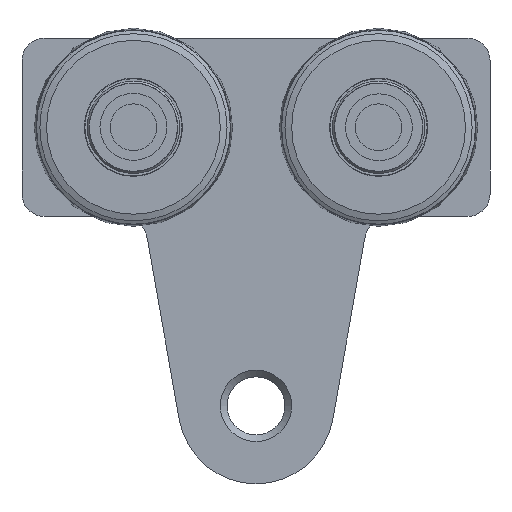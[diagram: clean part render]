
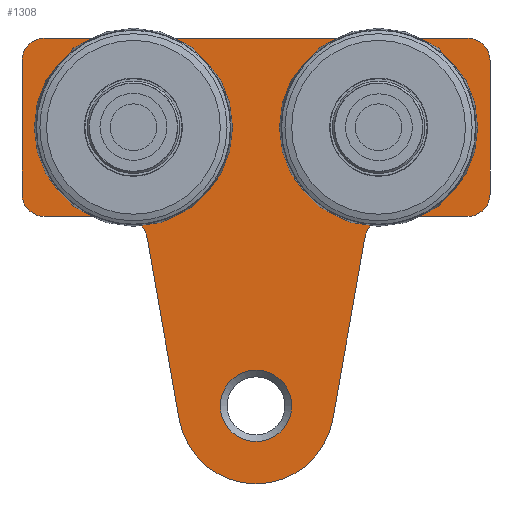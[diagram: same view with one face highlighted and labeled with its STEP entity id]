
A CAD part, front view. The second image highlights one B-rep face of the part: STEP entity #1308.
In plain terms, the highlighted face is planar.
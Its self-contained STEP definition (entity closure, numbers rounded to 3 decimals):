
#1308=ADVANCED_FACE('',(#2302,#2303,#2304,#2305),#2306,.T.);
#2302=FACE_OUTER_BOUND('',#3568,.T.);
#2303=FACE_BOUND('',#3569,.T.);
#2304=FACE_BOUND('',#3570,.T.);
#2305=FACE_BOUND('',#3571,.T.);
#2306=PLANE('',#3572);
#3568=EDGE_LOOP('',(#5007,#5008,#5009,#5010,#5011,#5012,#5013,#5014,#5015,#5016,#5017,#5018,#5019,#5020));
#3569=EDGE_LOOP('',(#5021));
#3570=EDGE_LOOP('',(#5022));
#3571=EDGE_LOOP('',(#5023));
#3572=AXIS2_PLACEMENT_3D('',#5024,#5025,#5026);
#5007=ORIENTED_EDGE('',*,*,#6539,.F.);
#5008=ORIENTED_EDGE('',*,*,#6676,.F.);
#5009=ORIENTED_EDGE('',*,*,#6677,.F.);
#5010=ORIENTED_EDGE('',*,*,#6628,.F.);
#5011=ORIENTED_EDGE('',*,*,#6678,.F.);
#5012=ORIENTED_EDGE('',*,*,#6679,.F.);
#5013=ORIENTED_EDGE('',*,*,#6680,.F.);
#5014=ORIENTED_EDGE('',*,*,#6681,.F.);
#5015=ORIENTED_EDGE('',*,*,#6682,.F.);
#5016=ORIENTED_EDGE('',*,*,#6683,.F.);
#5017=ORIENTED_EDGE('',*,*,#6684,.F.);
#5018=ORIENTED_EDGE('',*,*,#6685,.F.);
#5019=ORIENTED_EDGE('',*,*,#6686,.F.);
#5020=ORIENTED_EDGE('',*,*,#6687,.F.);
#5021=ORIENTED_EDGE('',*,*,#6688,.T.);
#5022=ORIENTED_EDGE('',*,*,#6689,.F.);
#5023=ORIENTED_EDGE('',*,*,#6573,.F.);
#5024=CARTESIAN_POINT('',(-65.682,587.601,-6.109));
#5025=DIRECTION('',(0.,1.,0.));
#5026=DIRECTION('',(1.,0.,0.));
#6539=EDGE_CURVE('',#7270,#7272,#7273,.T.);
#6573=EDGE_CURVE('',#7327,#7327,#7328,.T.);
#6628=EDGE_CURVE('',#7414,#7416,#7417,.T.);
#6676=EDGE_CURVE('',#7495,#7270,#7496,.T.);
#6677=EDGE_CURVE('',#7416,#7495,#7497,.T.);
#6678=EDGE_CURVE('',#7498,#7414,#7499,.T.);
#6679=EDGE_CURVE('',#7500,#7498,#7501,.T.);
#6680=EDGE_CURVE('',#7502,#7500,#7503,.T.);
#6681=EDGE_CURVE('',#7504,#7502,#7505,.T.);
#6682=EDGE_CURVE('',#7506,#7504,#7507,.T.);
#6683=EDGE_CURVE('',#7508,#7506,#7509,.T.);
#6684=EDGE_CURVE('',#7510,#7508,#7511,.T.);
#6685=EDGE_CURVE('',#7512,#7510,#7513,.T.);
#6686=EDGE_CURVE('',#7514,#7512,#7515,.T.);
#6687=EDGE_CURVE('',#7272,#7514,#7516,.T.);
#6688=EDGE_CURVE('',#7517,#7517,#7518,.T.);
#6689=EDGE_CURVE('',#7519,#7519,#7520,.T.);
#7270=VERTEX_POINT('',#8269);
#7272=VERTEX_POINT('',#8272);
#7273=LINE('',#8273,#8274);
#7327=VERTEX_POINT('',#8333);
#7328=CIRCLE('',#8334,10.05);
#7414=VERTEX_POINT('',#8420);
#7416=VERTEX_POINT('',#8423);
#7417=CIRCLE('',#8424,10.);
#7495=VERTEX_POINT('',#8511);
#7496=CIRCLE('',#8512,10.);
#7497=LINE('',#8513,#8514);
#7498=VERTEX_POINT('',#8515);
#7499=LINE('',#8516,#8517);
#7500=VERTEX_POINT('',#8518);
#7501=CIRCLE('',#8519,10.);
#7502=VERTEX_POINT('',#8520);
#7503=LINE('',#8521,#8522);
#7504=VERTEX_POINT('',#8523);
#7505=CIRCLE('',#8524,10.);
#7506=VERTEX_POINT('',#8525);
#7507=LINE('',#8526,#8527);
#7508=VERTEX_POINT('',#8528);
#7509=CIRCLE('',#8529,12.);
#7510=VERTEX_POINT('',#8530);
#7511=LINE('',#8531,#8532);
#7512=VERTEX_POINT('',#8533);
#7513=CIRCLE('',#8534,35.);
#7514=VERTEX_POINT('',#8535);
#7515=LINE('',#8536,#8537);
#7516=CIRCLE('',#8538,12.);
#7517=VERTEX_POINT('',#8539);
#7518=CIRCLE('',#8540,16.);
#7519=VERTEX_POINT('',#8541);
#7520=CIRCLE('',#8542,10.05);
#8269=CARTESIAN_POINT('',(-160.906,587.601,-7.837));
#8272=CARTESIAN_POINT('',(-126.503,587.601,-7.837));
#8273=CARTESIAN_POINT('',(-126.503,587.601,-7.837));
#8274=VECTOR('',#9331,1.);
#8333=CARTESIAN_POINT('',(-120.906,587.601,22.113));
#8334=AXIS2_PLACEMENT_3D('',#9385,#9386,#9387);
#8420=CARTESIAN_POINT('',(-160.906,587.601,72.163));
#8423=CARTESIAN_POINT('',(-170.906,587.601,62.163));
#8424=AXIS2_PLACEMENT_3D('',#9485,#9486,#9487);
#8511=CARTESIAN_POINT('',(-170.906,587.601,2.163));
#8512=AXIS2_PLACEMENT_3D('',#9572,#9573,#9574);
#8513=CARTESIAN_POINT('',(-170.906,587.601,2.163));
#8514=VECTOR('',#9575,1.);
#8515=CARTESIAN_POINT('',(29.094,587.601,72.163));
#8516=CARTESIAN_POINT('',(-160.906,587.601,72.163));
#8517=VECTOR('',#9576,1.);
#8518=CARTESIAN_POINT('',(39.094,587.601,62.163));
#8519=AXIS2_PLACEMENT_3D('',#9577,#9578,#9579);
#8520=CARTESIAN_POINT('',(39.094,587.601,2.163));
#8521=CARTESIAN_POINT('',(39.094,587.601,62.163));
#8522=VECTOR('',#9580,1.);
#8523=CARTESIAN_POINT('',(29.094,587.601,-7.837));
#8524=AXIS2_PLACEMENT_3D('',#9581,#9582,#9583);
#8525=CARTESIAN_POINT('',(-5.309,587.601,-7.837));
#8526=CARTESIAN_POINT('',(29.094,587.601,-7.837));
#8527=VECTOR('',#9584,1.);
#8528=CARTESIAN_POINT('',(-17.126,587.601,-17.753));
#8529=AXIS2_PLACEMENT_3D('',#9585,#9586,#9587);
#8530=CARTESIAN_POINT('',(-31.437,587.601,-98.915));
#8531=CARTESIAN_POINT('',(-17.126,587.601,-17.753));
#8532=VECTOR('',#9588,1.);
#8533=CARTESIAN_POINT('',(-100.374,587.601,-98.915));
#8534=AXIS2_PLACEMENT_3D('',#9589,#9590,#9591);
#8535=CARTESIAN_POINT('',(-114.685,587.601,-17.753));
#8536=CARTESIAN_POINT('',(-100.374,587.601,-98.915));
#8537=VECTOR('',#9592,1.);
#8538=AXIS2_PLACEMENT_3D('',#9593,#9594,#9595);
#8539=CARTESIAN_POINT('',(-65.906,587.601,-76.837));
#8540=AXIS2_PLACEMENT_3D('',#9596,#9597,#9598);
#8541=CARTESIAN_POINT('',(-10.906,587.601,22.113));
#8542=AXIS2_PLACEMENT_3D('',#9599,#9600,#9601);
#9331=DIRECTION('',(1.,0.,0.));
#9385=CARTESIAN_POINT('',(-120.906,587.601,32.163));
#9386=DIRECTION('',(0.,1.,0.));
#9387=DIRECTION('',(0.,0.,-1.));
#9485=CARTESIAN_POINT('',(-160.906,587.601,62.163));
#9486=DIRECTION('',(0.,-1.,0.));
#9487=DIRECTION('',(0.,0.,-1.));
#9572=CARTESIAN_POINT('',(-160.906,587.601,2.163));
#9573=DIRECTION('',(0.,-1.,0.));
#9574=DIRECTION('',(0.,0.,-1.));
#9575=DIRECTION('',(0.,0.,-1.));
#9576=DIRECTION('',(-1.,0.,0.));
#9577=CARTESIAN_POINT('',(29.094,587.601,62.163));
#9578=DIRECTION('',(0.,-1.,0.));
#9579=DIRECTION('',(0.,0.,-1.));
#9580=DIRECTION('',(0.,0.,1.));
#9581=CARTESIAN_POINT('',(29.094,587.601,2.163));
#9582=DIRECTION('',(0.,-1.,0.));
#9583=DIRECTION('',(0.,0.,-1.));
#9584=DIRECTION('',(1.,0.,0.));
#9585=CARTESIAN_POINT('',(-5.309,587.601,-19.837));
#9586=DIRECTION('',(0.,1.,0.));
#9587=DIRECTION('',(0.,0.,-1.));
#9588=DIRECTION('',(0.174,0.,0.985));
#9589=CARTESIAN_POINT('',(-65.906,587.601,-92.837));
#9590=DIRECTION('',(0.,-1.,0.));
#9591=DIRECTION('',(0.,0.,-1.));
#9592=DIRECTION('',(0.174,0.,-0.985));
#9593=CARTESIAN_POINT('',(-126.503,587.601,-19.837));
#9594=DIRECTION('',(0.,1.,0.));
#9595=DIRECTION('',(0.,0.,-1.));
#9596=CARTESIAN_POINT('',(-65.906,587.601,-92.837));
#9597=DIRECTION('',(0.,-1.,0.));
#9598=DIRECTION('',(0.,0.,1.));
#9599=CARTESIAN_POINT('',(-10.906,587.601,32.163));
#9600=DIRECTION('',(0.,1.,0.));
#9601=DIRECTION('',(0.,0.,-1.));
